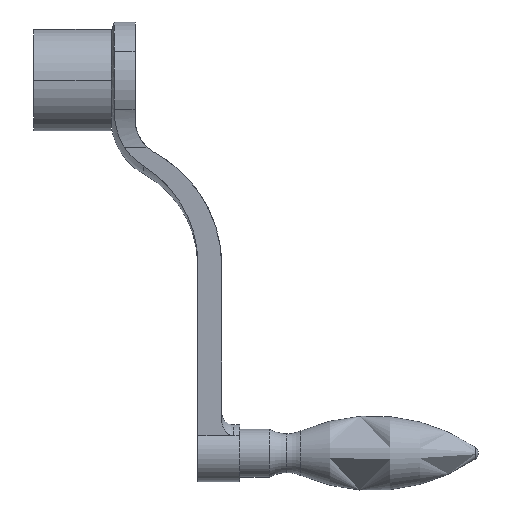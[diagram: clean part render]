
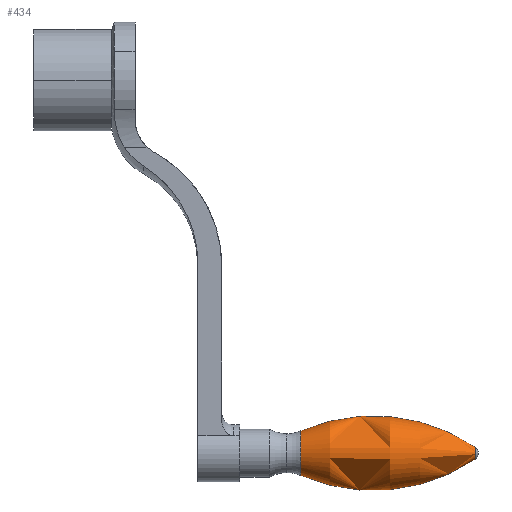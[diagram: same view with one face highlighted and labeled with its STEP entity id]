
A CAD part, left-side view. The second image highlights one B-rep face of the part: STEP entity #434.
In plain terms, the highlighted toroidal (fillet/blend) face has major radius 48.494 mm and minor radius 60.994 mm.
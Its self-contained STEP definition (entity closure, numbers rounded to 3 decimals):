
#280=VERTEX_POINT('',#717);
#328=EDGE_CURVE('',#424,#368,#769,.T.);
#368=VERTEX_POINT('',#816);
#424=VERTEX_POINT('',#876);
#434=ADVANCED_FACE('',(#887),#888,.T.);
#496=VERTEX_POINT('',#958);
#560=EDGE_CURVE('',#496,#368,#1029,.T.);
#610=EDGE_CURVE('',#280,#496,#1083,.T.);
#624=EDGE_CURVE('',#424,#280,#1098,.T.);
#717=CARTESIAN_POINT('',(0.,-147.899,-127.073));
#769=CIRCLE('',#1306,7.486);
#816=CARTESIAN_POINT('',(0.,-89.575,-117.514));
#876=CARTESIAN_POINT('',(0.,-89.575,-132.486));
#887=FACE_OUTER_BOUND('',#1526,.T.);
#888=TOROIDAL_SURFACE('',#1527,-48.494,60.994);
#958=CARTESIAN_POINT('',(0.,-147.899,-122.927));
#1029=CIRCLE('',#1734,60.994);
#1083=CIRCLE('',#1822,2.073);
#1098=CIRCLE('',#1842,60.994);
#1306=AXIS2_PLACEMENT_3D('',#2006,#2007,#2008);
#1526=EDGE_LOOP('',(#2147,#2148,#2149,#2150));
#1527=AXIS2_PLACEMENT_3D('',#2151,#2152,#2153);
#1734=AXIS2_PLACEMENT_3D('',#2334,#2335,#2336);
#1822=AXIS2_PLACEMENT_3D('',#2400,#2401,#2402);
#1842=AXIS2_PLACEMENT_3D('',#2419,#2420,#2421);
#2006=CARTESIAN_POINT('',(0.,-89.575,-125.0));
#2007=DIRECTION('',(0.0,1.0,0.0));
#2008=DIRECTION('',(0.,0.0,-1.0));
#2147=ORIENTED_EDGE('',*,*,#560,.T.);
#2148=ORIENTED_EDGE('',*,*,#328,.F.);
#2149=ORIENTED_EDGE('',*,*,#624,.T.);
#2150=ORIENTED_EDGE('',*,*,#610,.T.);
#2151=CARTESIAN_POINT('',(0.,-113.792,-125.0));
#2152=DIRECTION('',(-0.0,1.0,0.0));
#2153=DIRECTION('',(0.,0.0,1.0));
#2334=CARTESIAN_POINT('',(0.,-113.792,-173.494));
#2335=DIRECTION('',(-1.0,-0.0,0.));
#2336=DIRECTION('',(0.,0.0,1.0));
#2400=CARTESIAN_POINT('',(0.,-147.899,-125.0));
#2401=DIRECTION('',(0.0,1.0,0.0));
#2402=DIRECTION('',(0.,0.0,-1.0));
#2419=CARTESIAN_POINT('',(0.,-113.792,-76.506));
#2420=DIRECTION('',(-1.0,-0.0,0.));
#2421=DIRECTION('',(0.,0.0,-1.0));
